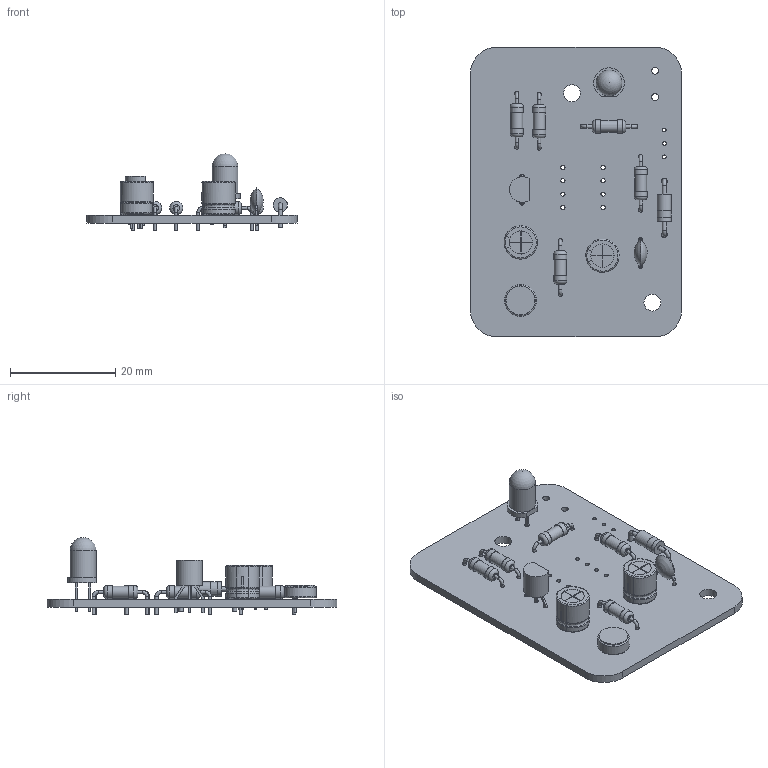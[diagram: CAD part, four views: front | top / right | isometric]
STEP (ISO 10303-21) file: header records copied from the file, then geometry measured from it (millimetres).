
FILE_DESCRIPTION(('KiCad electronic assembly'),'2;1');
FILE_NAME('g05-micfalso.step','2025-06-27T12:36:58',('Pcbnew'),('Kicad') ,'Open CASCADE STEP processor 7.8','KiCad to STEP converter','Unknown' );
FILE_SCHEMA(('AUTOMOTIVE_DESIGN { 1 0 10303 214 1 1 1 1 }'));
Length unit declared in the file: millimetre
Products named in the file (9): g05-micfalso 1; R_Axial_DIN0207_L6.3mm_D2.5mm_P10.16mm_Horizontal; CP_Radial_D6.3mm_P2.50mm; D_DO-41_SOD81_P10.16mm_Horizontal; TO-92_Inline_Wide; LED_D5.0mm; POM-2244P-C3310-2-R; C_Disc_D5.0mm_W2.5mm_P5.00mm; g05-micfalso_PCB
Assembly tree (13 placements, depth 2):
  g05-micfalso 1
    R_Axial_DIN0207_L6.3mm_D2.5mm_P10.16mm_Horizontal  x5
    CP_Radial_D6.3mm_P2.50mm  x2
    D_DO-41_SOD81_P10.16mm_Horizontal
    TO-92_Inline_Wide
    LED_D5.0mm
    POM-2244P-C3310-2-R
    C_Disc_D5.0mm_W2.5mm_P5.00mm
    g05-micfalso_PCB
Bounding box: 40 x 55 x 14.6 mm (x, y, z)
Volume: 4122.1 mm3; surface area: 6235.7 mm2
Topology: 17 solids, 19 shells, 342 faces, 722 edges, 459 vertices
Faces by surface type: plane 153, cylinder 135, torus 33, revolution 10, bspline 8, sphere 3
Full cylindrical faces by diameter (mm): 0.45 x2, 0.5 x8, 0.6 x20, 0.65 x2, 0.7 x3, 0.8 x31, 0.9 x5, 1.1 x2, 1.186 x1, 1.3 x2, 2.25 x5, 2.5 x10, 2.7 x2, 2.72 x1, 3.2 x2, 4.85 x2, 4.9 x1, 5.5 x1, 6 x1
Entity records: 8705 total; most frequent: CARTESIAN_POINT 1825, DIRECTION 1197, ORIENTED_EDGE 1008, EDGE_CURVE 504, AXIS2_PLACEMENT_3D 471, FACE_BOUND 333, EDGE_LOOP 333, VERTEX_POINT 327
